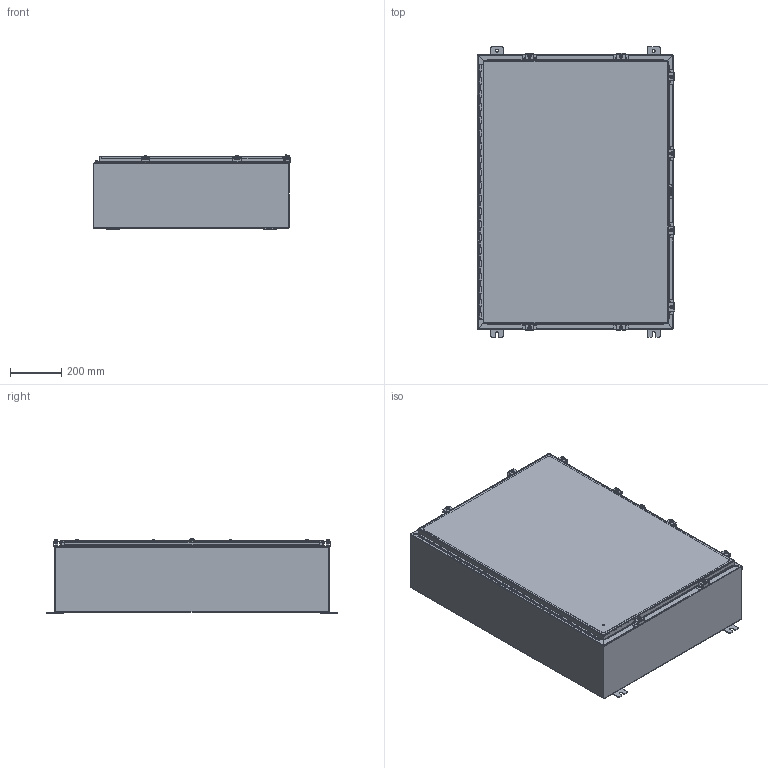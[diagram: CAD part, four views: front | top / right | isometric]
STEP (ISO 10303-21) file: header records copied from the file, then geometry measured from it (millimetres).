
FILE_DESCRIPTION (( 'STEP AP214' ), '1' );
FILE_NAME ('SSN4423010A.STEP', '2016-02-10T14:09:18', ( '' ), ( '' ), 'SwSTEP 2.0', 'SolidWorks 2014', '' );
FILE_SCHEMA (( 'AUTOMOTIVE_DESIGN' ));
Length unit declared in the file: inch
Products named in the file (19): 32874-42L; 32874-42T; SSN44230ALID; 38846; 40x28; 32912; SSN4423010ABKP; 38412; 34871; SSN4423010A; 30818; 30824; 30824-4; 30824-3; 30824-2; 30824-1; 38859; 32874-42; 32874-42P
Assembly tree (40 placements, depth 3):
  SSN4423010A
    34871  x4
    38412
    SSN4423010ABKP
    32912
    40x28
    38846
    SSN44230ALID
    32874-42
      32874-42T
      32874-42L
      32874-42P
    38859  x6
    30824  x8
      30824-1
      30824-2
      30824-3
      30824-4
    30818  x8
Bounding box: 767.48 x 1130.3 x 288.42 mm (x, y, z)
Volume: 5613001.8 mm3; surface area: 5844128.9 mm2
Topology: 59 solids, 59 shells, 2430 faces, 6355 edges, 4094 vertices
Faces by surface type: cylinder 1058, plane 959, bspline 221, torus 96, cone 48, sphere 48
Entity records: 47210 total; most frequent: CARTESIAN_POINT 11596, ORIENTED_EDGE 5412, DIRECTION 5402, EDGE_CURVE 2706, AXIS2_PLACEMENT_3D 1864, VERTEX_POINT 1736, VECTOR 1674, LINE 1674
